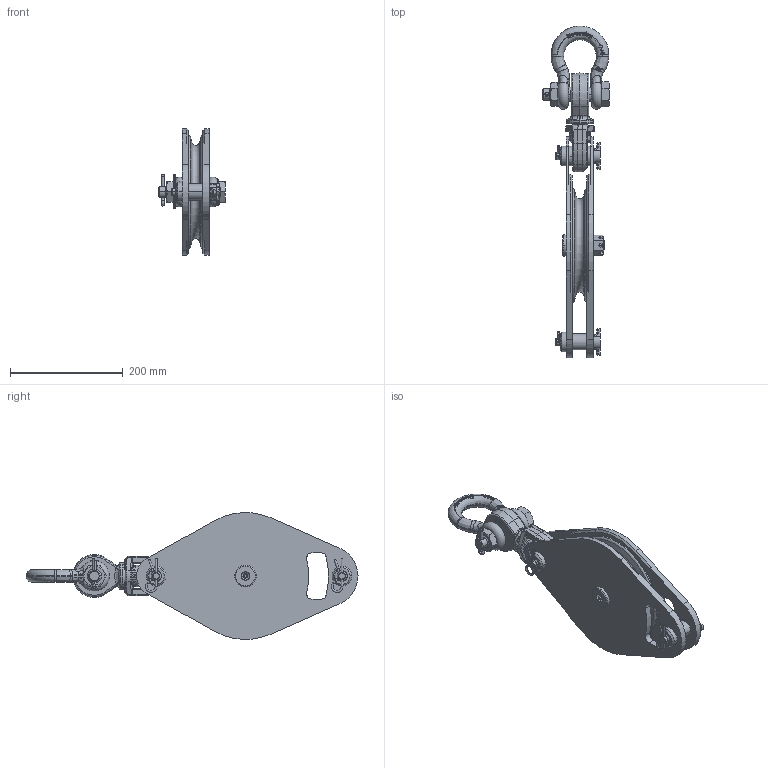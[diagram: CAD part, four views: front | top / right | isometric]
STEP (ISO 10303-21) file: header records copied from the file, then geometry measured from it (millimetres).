
FILE_DESCRIPTION((''),'2;1');
FILE_NAME('MCKISSICK_BLK_M-491_08_SW0001','2011-05-09T',('Alan Doughty'),('The Crosby Group LLC'),'PRO/ENGINEER BY PARAMETRIC TECHNOLOGY CORPORATION, 2010230','PRO/ENGINEER BY PARAMETRIC TECHNOLOGY CORPORATION, 2010230','');
FILE_SCHEMA(('CONFIG_CONTROL_DESIGN'));
Products named in the file (1): MCKISSICK_BLK_M-491_08_SW0001
Bounding box: 118.9 x 590.01 x 225.29 mm (x, y, z)
Volume: 1998583.2 mm3; surface area: 497088.6 mm2
Topology: 5 solids, 5 shells, 1225 faces, 3048 edges, 1883 vertices
Faces by surface type: plane 455, cylinder 291, bspline 169, cone 143, torus 106, revolution 35, extrusion 22, sphere 4
Entity records: 51716 total; most frequent: CARTESIAN_POINT 24182, ORIENTED_EDGE 6084, DIRECTION 5182, EDGE_CURVE 3042, AXIS2_PLACEMENT_3D 1955, VERTEX_POINT 1883, EDGE_LOOP 1315, VECTOR 1237
